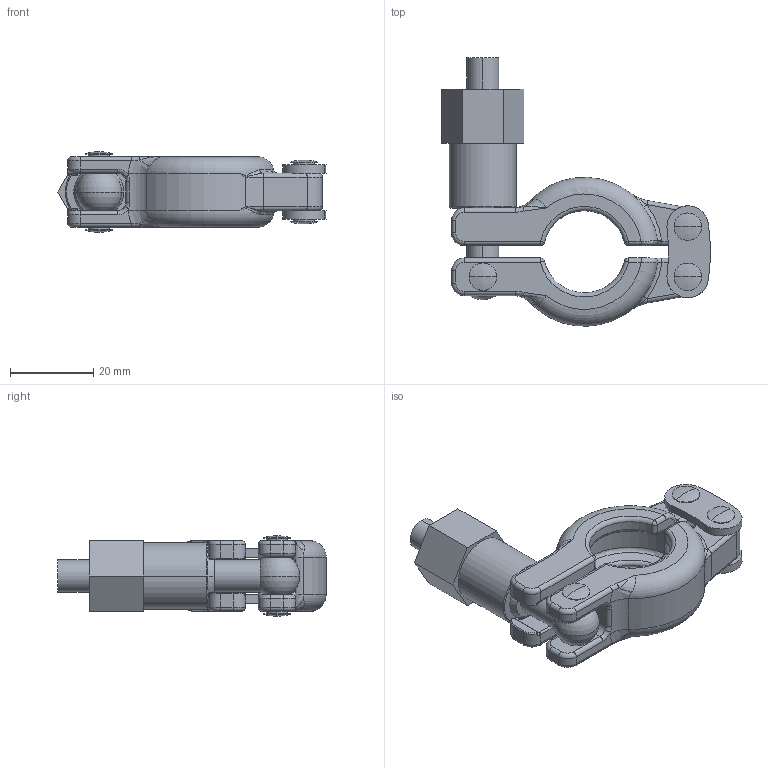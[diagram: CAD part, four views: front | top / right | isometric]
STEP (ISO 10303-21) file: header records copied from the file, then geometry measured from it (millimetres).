
FILE_DESCRIPTION (( 'STEP AP214' ), '1' );
FILE_NAME ('CL.SAFX.0050 BLOCK.STEP', '2019-04-16T13:47:10', ( '' ), ( '' ), 'SwSTEP 2.0', 'SolidWorks 2019', '' );
FILE_SCHEMA (( 'AUTOMOTIVE_DESIGN' ));
Length unit declared in the file: millimetre
Products named in the file (1): CL.SAFX.0050 BLOCK
Bounding box: 64.3 x 64.33 x 19.3 mm (x, y, z)
Volume: 21455.9 mm3; surface area: 11328.8 mm2
Topology: 3 solids, 3 shells, 392 faces, 923 edges, 521 vertices
Faces by surface type: cylinder 149, torus 76, plane 61, bspline 56, sphere 36, cone 14
Entity records: 13263 total; most frequent: CARTESIAN_POINT 4470, DIRECTION 1957, ORIENTED_EDGE 1788, EDGE_CURVE 894, AXIS2_PLACEMENT_3D 845, VERTEX_POINT 520, CIRCLE 508, EDGE_LOOP 418
